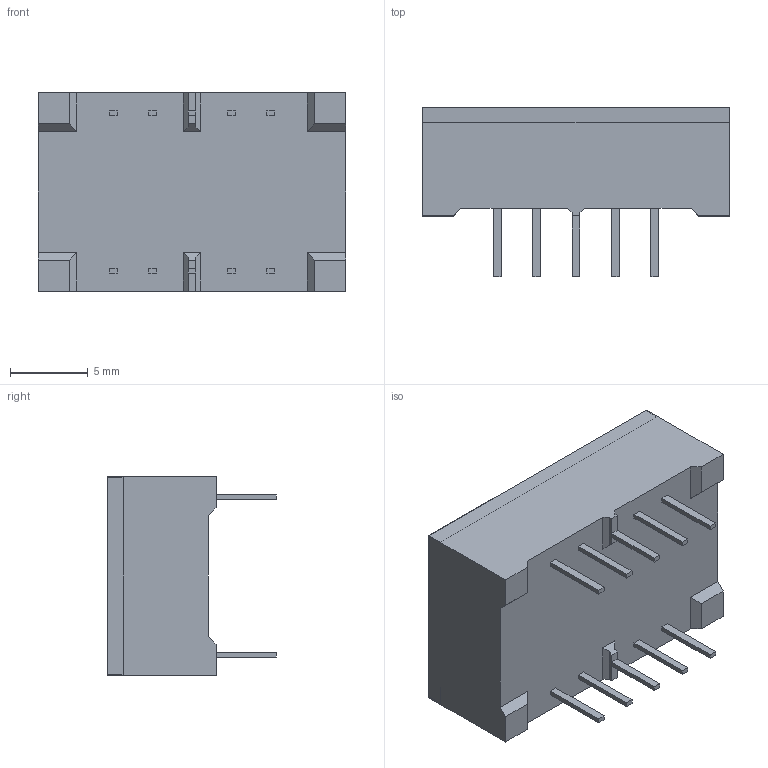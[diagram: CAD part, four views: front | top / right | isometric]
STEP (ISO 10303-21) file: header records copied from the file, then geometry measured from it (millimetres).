
FILE_DESCRIPTION (( 'STEP AP214' ), '1' );
FILE_NAME ('LTD-4708JR.STEP', '2018-05-10T06:53:40', ( '' ), ( '' ), 'SwSTEP 2.0', 'SolidWorks 2017', '' );
FILE_SCHEMA (( 'AUTOMOTIVE_DESIGN' ));
Length unit declared in the file: millimetre
Products named in the file (1): LTD-4708JR
Bounding box: 19.86 x 10.9 x 12.8 mm (x, y, z)
Volume: 1670.5 mm3; surface area: 1769.7 mm2
Topology: 26 solids, 26 shells, 279 faces, 636 edges, 424 vertices
Faces by surface type: plane 271, cylinder 8
Entity records: 7945 total; most frequent: CARTESIAN_POINT 1340, ORIENTED_EDGE 1272, DIRECTION 1212, EDGE_CURVE 636, VECTOR 620, LINE 620, VERTEX_POINT 424, AXIS2_PLACEMENT_3D 296
